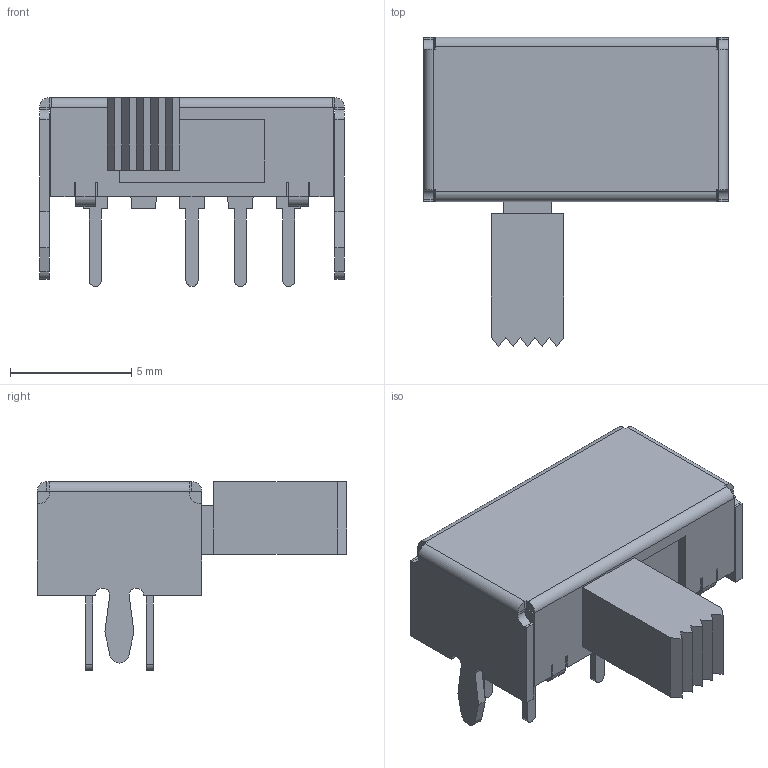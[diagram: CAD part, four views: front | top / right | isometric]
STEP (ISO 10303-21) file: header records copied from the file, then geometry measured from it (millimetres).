
FILE_DESCRIPTION(/* description */ ('EG2315A'),/* implementation_level */ '2;1');
FILE_NAME(/* name */ 'EG2315A.stp',/* time_stamp */ '2023-03-13T08:20:37-05:00',/* author */ ('mwilliams'),/* organization */ (''),/* preprocessor_version */ 'ST-DEVELOPER v18',/* originating_system */ 'Autodesk Inventor 2020',/* authorisation */ '');
FILE_SCHEMA (('AUTOMOTIVE_DESIGN { 1 0 10303 214 3 1 1 }'));
Length unit declared in the file: millimetre
Products named in the file (1): JSS2315A
Bounding box: 12.6 x 12.8 x 7.8 mm (x, y, z)
Volume: 402.3 mm3; surface area: 613.7 mm2
Topology: 1 solids, 1 shells, 265 faces, 681 edges, 432 vertices
Faces by surface type: plane 227, cylinder 38
Entity records: 8182 total; most frequent: CARTESIAN_POINT 1379, ORIENTED_EDGE 1362, DIRECTION 1293, EDGE_CURVE 681, LINE 601, VECTOR 601, VERTEX_POINT 432, AXIS2_PLACEMENT_3D 346
